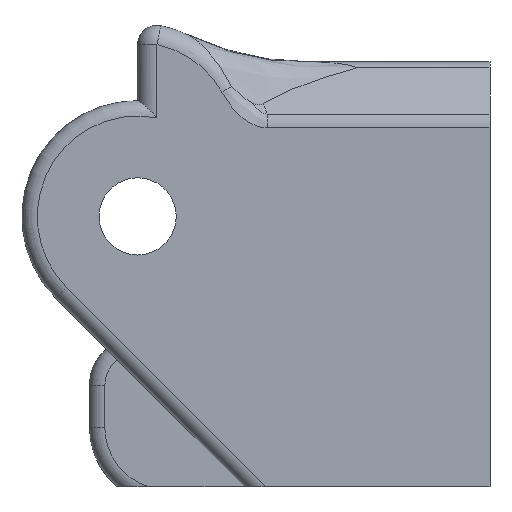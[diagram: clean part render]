
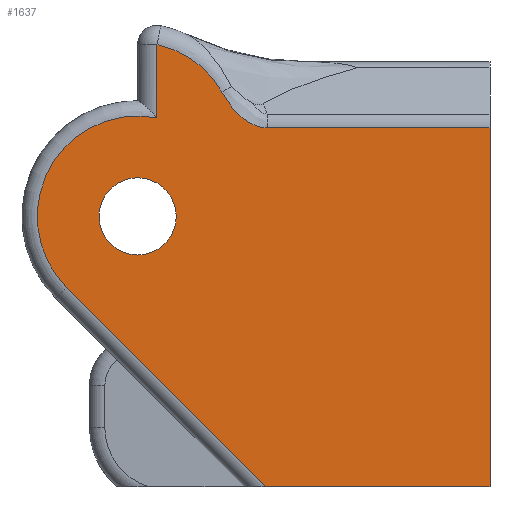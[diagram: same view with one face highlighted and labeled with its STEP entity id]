
A CAD part, front view. The second image highlights one B-rep face of the part: STEP entity #1637.
In plain terms, the highlighted planar face has unit normal (0, -1, 0).
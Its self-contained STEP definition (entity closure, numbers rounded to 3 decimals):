
#53=B_SPLINE_CURVE_WITH_KNOTS('',3,(#2700,#2701,#2702,#2703,#2704),
 .UNSPECIFIED.,.F.,.F.,(4,1,4),(0.,0.002,0.003),
 .UNSPECIFIED.);
#157=LINE('',#2678,#258);
#160=LINE('',#2722,#261);
#207=LINE('',#2970,#308);
#208=LINE('',#2972,#309);
#209=LINE('',#2974,#310);
#258=VECTOR('',#2054,1000.);
#261=VECTOR('',#2085,1000.);
#308=VECTOR('',#2234,1000.);
#309=VECTOR('',#2237,1000.);
#310=VECTOR('',#2238,1000.);
#633=ORIENTED_EDGE('',*,*,#909,.T.);
#634=ORIENTED_EDGE('',*,*,#901,.F.);
#635=ORIENTED_EDGE('',*,*,#900,.T.);
#636=ORIENTED_EDGE('',*,*,#896,.T.);
#637=ORIENTED_EDGE('',*,*,#904,.T.);
#638=ORIENTED_EDGE('',*,*,#991,.T.);
#639=ORIENTED_EDGE('',*,*,#992,.T.);
#640=ORIENTED_EDGE('',*,*,#993,.T.);
#641=ORIENTED_EDGE('',*,*,#905,.F.);
#896=EDGE_CURVE('',#1060,#1115,#157,.T.);
#900=EDGE_CURVE('',#1116,#1060,#1241,.T.);
#901=EDGE_CURVE('',#1116,#1117,#53,.T.);
#904=EDGE_CURVE('',#1115,#1118,#1244,.T.);
#905=EDGE_CURVE('',#1119,#1119,#1245,.T.);
#909=EDGE_CURVE('',#1121,#1117,#160,.T.);
#991=EDGE_CURVE('',#1118,#1166,#207,.T.);
#992=EDGE_CURVE('',#1166,#1167,#208,.T.);
#993=EDGE_CURVE('',#1167,#1121,#209,.T.);
#1060=VERTEX_POINT('',#2410);
#1115=VERTEX_POINT('',#2677);
#1116=VERTEX_POINT('',#2682);
#1117=VERTEX_POINT('',#2705);
#1118=VERTEX_POINT('',#2709);
#1119=VERTEX_POINT('',#2713);
#1121=VERTEX_POINT('',#2719);
#1166=VERTEX_POINT('',#2969);
#1167=VERTEX_POINT('',#2973);
#1241=CIRCLE('',#1757,5.);
#1244=CIRCLE('',#1761,5.2);
#1245=CIRCLE('',#1763,2.);
#1365=EDGE_LOOP('',(#633,#634,#635,#636,#637,#638,#639,#640));
#1366=EDGE_LOOP('',(#641));
#1488=FACE_BOUND('',#1365,.T.);
#1489=FACE_BOUND('',#1366,.T.);
#1554=PLANE('',#1819);
#1637=ADVANCED_FACE('',(#1488,#1489),#1554,.T.);
#1757=AXIS2_PLACEMENT_3D('',#2684,#2062,#2063);
#1761=AXIS2_PLACEMENT_3D('',#2710,#2070,#2071);
#1763=AXIS2_PLACEMENT_3D('',#2712,#2074,#2075);
#1819=AXIS2_PLACEMENT_3D('',#2971,#2235,#2236);
#2054=DIRECTION('',(0.,0.,-1.));
#2062=DIRECTION('',(0.,-1.,0.));
#2063=DIRECTION('',(0.,0.,-1.));
#2070=DIRECTION('',(0.,-1.,0.));
#2071=DIRECTION('',(0.,0.,-1.));
#2074=DIRECTION('',(0.,-1.,0.));
#2075=DIRECTION('',(0.,0.,-1.));
#2085=DIRECTION('',(-1.,0.,0.));
#2234=DIRECTION('',(0.707,0.,-0.707));
#2235=DIRECTION('',(0.,-1.,0.));
#2236=DIRECTION('',(0.,0.,-1.));
#2237=DIRECTION('',(1.,0.,0.));
#2238=DIRECTION('',(0.,0.,1.));
#2410=CARTESIAN_POINT('',(1.,-10.,8.899));
#2677=CARTESIAN_POINT('',(1.,-10.,5.103));
#2678=CARTESIAN_POINT('',(1.,-10.,6.));
#2682=CARTESIAN_POINT('',(4.365,-10.,6.439));
#2684=CARTESIAN_POINT('',(0.,-10.,4.));
#2700=CARTESIAN_POINT('',(4.365,-10.,6.439));
#2701=CARTESIAN_POINT('',(4.62,-10.,5.983));
#2702=CARTESIAN_POINT('',(5.224,-10.,5.135));
#2703=CARTESIAN_POINT('',(6.18,-10.,4.586));
#2704=CARTESIAN_POINT('',(6.708,-10.,4.586));
#2705=CARTESIAN_POINT('',(6.708,-10.,4.586));
#2709=CARTESIAN_POINT('',(-3.677,-10.,-3.677));
#2710=CARTESIAN_POINT('',(0.,-10.,0.));
#2712=CARTESIAN_POINT('',(0.,-10.,0.));
#2713=CARTESIAN_POINT('',(0.,-10.,-2.));
#2719=CARTESIAN_POINT('',(18.254,-10.,4.586));
#2722=CARTESIAN_POINT('',(0.,-10.,4.586));
#2969=CARTESIAN_POINT('',(6.646,-10.,-14.));
#2970=CARTESIAN_POINT('',(6.08,-10.,-13.434));
#2971=CARTESIAN_POINT('',(0.,-10.,4.));
#2972=CARTESIAN_POINT('',(5.515,-10.,-14.));
#2973=CARTESIAN_POINT('',(18.254,-10.,-14.));
#2974=CARTESIAN_POINT('',(18.254,-10.,4.586));
